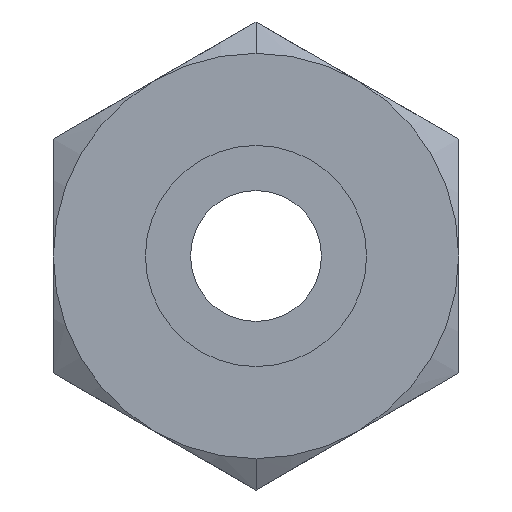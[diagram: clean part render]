
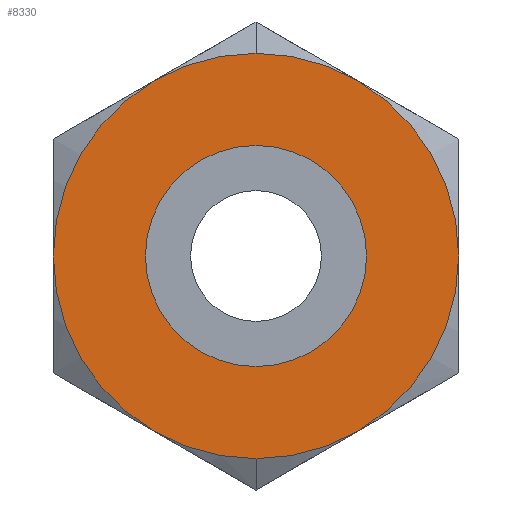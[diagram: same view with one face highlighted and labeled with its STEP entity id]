
A CAD part, left-side view. The second image highlights one B-rep face of the part: STEP entity #8330.
In plain terms, the highlighted planar face has unit normal (-1, 0, 0).
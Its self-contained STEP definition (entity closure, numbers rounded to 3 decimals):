
#695 = VERTEX_POINT ( 'NONE', #3390 ) ;
#699 = VERTEX_POINT ( 'NONE', #7980 ) ;
#946 = DIRECTION ( 'NONE',  ( 0., 0., -1. ) ) ;
#972 = FACE_OUTER_BOUND ( 'NONE', #8331, .T. ) ;
#1596 = EDGE_LOOP ( 'NONE', ( #3398, #8730 ) ) ;
#1722 = AXIS2_PLACEMENT_3D ( 'NONE', #2760, #8357, #4198 ) ;
#1884 = EDGE_CURVE ( 'NONE', #8495, #699, #2151, .T. ) ;
#1998 = CARTESIAN_POINT ( 'NONE',  ( 0., 0., -6. ) ) ;
#2099 = EDGE_CURVE ( 'NONE', #699, #8495, #2270, .T. ) ;
#2151 = CIRCLE ( 'NONE', #4414, 11. ) ;
#2270 = CIRCLE ( 'NONE', #3125, 11. ) ;
#2277 = CARTESIAN_POINT ( 'NONE',  ( 0., 0., 0. ) ) ;
#2395 = PLANE ( 'NONE',  #7689 ) ;
#2760 = CARTESIAN_POINT ( 'NONE',  ( 0., 0., 0. ) ) ;
#2842 = CIRCLE ( 'NONE', #1722, 6. ) ;
#2962 = DIRECTION ( 'NONE',  ( 0., 0., 1. ) ) ;
#2969 = CARTESIAN_POINT ( 'NONE',  ( 0., 0., 0. ) ) ;
#3125 = AXIS2_PLACEMENT_3D ( 'NONE', #2969, #5845, #7775 ) ;
#3390 = CARTESIAN_POINT ( 'NONE',  ( 0., 0., 6. ) ) ;
#3398 = ORIENTED_EDGE ( 'NONE', *, *, #4877, .T. ) ;
#3565 = ORIENTED_EDGE ( 'NONE', *, *, #1884, .F. ) ;
#3772 = FACE_BOUND ( 'NONE', #1596, .T. ) ;
#4198 = DIRECTION ( 'NONE',  ( 0., 0., 1. ) ) ;
#4408 = DIRECTION ( 'NONE',  ( -1., 0., 0. ) ) ;
#4414 = AXIS2_PLACEMENT_3D ( 'NONE', #7924, #5814, #8499 ) ;
#4457 = CARTESIAN_POINT ( 'NONE',  ( 0., 0., 5.5 ) ) ;
#4755 = ORIENTED_EDGE ( 'NONE', *, *, #2099, .F. ) ;
#4877 = EDGE_CURVE ( 'NONE', #8060, #695, #6120, .T. ) ;
#5277 = AXIS2_PLACEMENT_3D ( 'NONE', #2277, #7043, #946 ) ;
#5814 = DIRECTION ( 'NONE',  ( 1., 0., 0. ) ) ;
#5845 = DIRECTION ( 'NONE',  ( 1., 0., 0. ) ) ;
#6120 = CIRCLE ( 'NONE', #5277, 6. ) ;
#6754 = CARTESIAN_POINT ( 'NONE',  ( 0., 0., 11. ) ) ;
#6895 = EDGE_CURVE ( 'NONE', #695, #8060, #2842, .T. ) ;
#7043 = DIRECTION ( 'NONE',  ( 1., 0., 0. ) ) ;
#7689 = AXIS2_PLACEMENT_3D ( 'NONE', #4457, #4408, #2962 ) ;
#7775 = DIRECTION ( 'NONE',  ( 0., 0., -1. ) ) ;
#7924 = CARTESIAN_POINT ( 'NONE',  ( 0., 0., 0. ) ) ;
#7980 = CARTESIAN_POINT ( 'NONE',  ( 0., 0., -11. ) ) ;
#8060 = VERTEX_POINT ( 'NONE', #1998 ) ;
#8330 = ADVANCED_FACE ( 'NONE', ( #3772, #972 ), #2395, .T. ) ;
#8331 = EDGE_LOOP ( 'NONE', ( #3565, #4755 ) ) ;
#8357 = DIRECTION ( 'NONE',  ( 1., 0., 0. ) ) ;
#8495 = VERTEX_POINT ( 'NONE', #6754 ) ;
#8499 = DIRECTION ( 'NONE',  ( 0., 0., 1. ) ) ;
#8730 = ORIENTED_EDGE ( 'NONE', *, *, #6895, .T. ) ;
